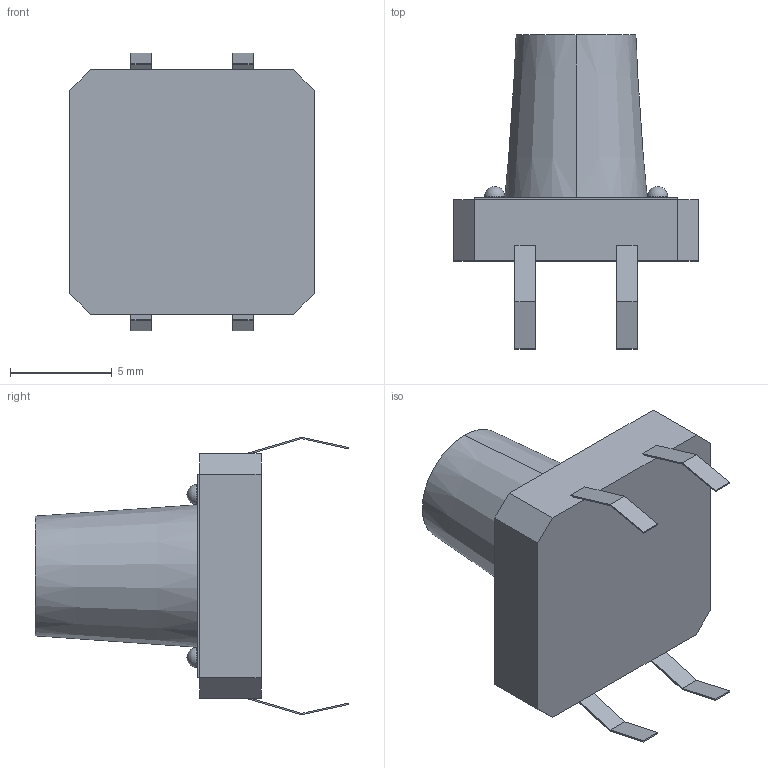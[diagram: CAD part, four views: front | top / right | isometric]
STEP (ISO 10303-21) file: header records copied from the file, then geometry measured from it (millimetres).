
FILE_DESCRIPTION (( 'STEP AP203' ), '1' );
FILE_NAME ('Push Button Switch.STEP', '2014-05-12T09:26:38', ( '' ), ( '' ), 'SwSTEP 2.0', 'SolidWorks 2012', '' );
FILE_SCHEMA (( 'CONFIG_CONTROL_DESIGN' ));
Length unit declared in the file: millimetre
Products named in the file (1): Push Button Switch
Bounding box: 12 x 15.42 x 13.64 mm (x, y, z)
Volume: 699.9 mm3; surface area: 622.7 mm2
Topology: 1 solids, 1 shells, 58 faces, 150 edges, 100 vertices
Faces by surface type: plane 44, cylinder 8, sphere 4, cone 2
Entity records: 1739 total; most frequent: CARTESIAN_POINT 289, DIRECTION 276, ORIENTED_EDGE 276, EDGE_CURVE 138, VECTOR 118, LINE 118, VERTEX_POINT 92, AXIS2_PLACEMENT_3D 79
